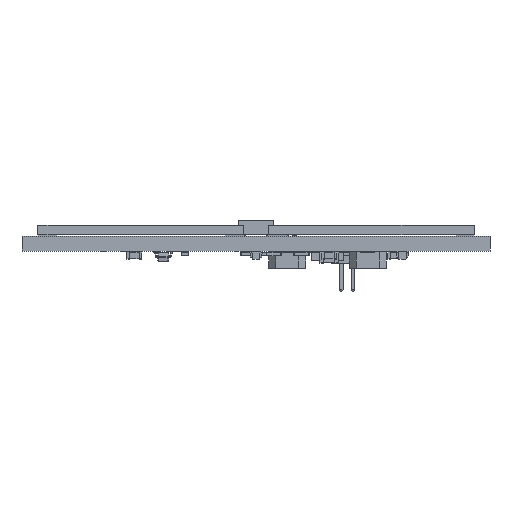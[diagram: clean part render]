
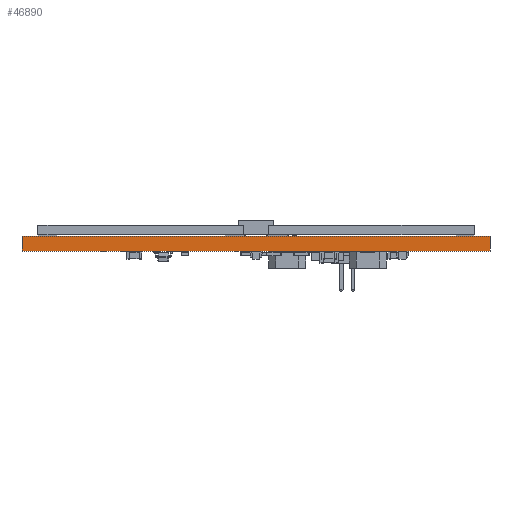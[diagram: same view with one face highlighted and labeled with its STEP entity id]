
A CAD part, front view. The second image highlights one B-rep face of the part: STEP entity #46890.
In plain terms, the highlighted planar face has unit normal (0, -1, 0).
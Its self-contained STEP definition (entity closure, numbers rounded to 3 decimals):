
#46774 = EDGE_CURVE('',#46775,#46777,#46779,.T.);
#46775 = VERTEX_POINT('',#46776);
#46776 = CARTESIAN_POINT('',(129.6,-85.2,0.));
#46777 = VERTEX_POINT('',#46778);
#46778 = CARTESIAN_POINT('',(129.6,-85.2,1.6));
#46779 = SURFACE_CURVE('',#46780,(#46784,#46796),.PCURVE_S1.);
#46780 = LINE('',#46781,#46782);
#46781 = CARTESIAN_POINT('',(129.6,-85.2,0.));
#46782 = VECTOR('',#46783,1.);
#46783 = DIRECTION('',(0.,0.,1.));
#46784 = PCURVE('',#46785,#46790);
#46785 = PLANE('',#46786);
#46786 = AXIS2_PLACEMENT_3D('',#46787,#46788,#46789);
#46787 = CARTESIAN_POINT('',(129.6,-85.2,0.));
#46788 = DIRECTION('',(-1.,0.,0.));
#46789 = DIRECTION('',(0.,1.,0.));
#46790 = DEFINITIONAL_REPRESENTATION('',(#46791),#46795);
#46791 = LINE('',#46792,#46793);
#46792 = CARTESIAN_POINT('',(0.,0.));
#46793 = VECTOR('',#46794,1.);
#46794 = DIRECTION('',(0.,-1.));
#46795 = ( GEOMETRIC_REPRESENTATION_CONTEXT(2) 
PARAMETRIC_REPRESENTATION_CONTEXT() REPRESENTATION_CONTEXT('2D SPACE',''
  ) );
#46796 = PCURVE('',#46797,#46802);
#46797 = PLANE('',#46798);
#46798 = AXIS2_PLACEMENT_3D('',#46799,#46800,#46801);
#46799 = CARTESIAN_POINT('',(79.6,-85.2,0.));
#46800 = DIRECTION('',(0.,1.,0.));
#46801 = DIRECTION('',(1.,0.,0.));
#46802 = DEFINITIONAL_REPRESENTATION('',(#46803),#46807);
#46803 = LINE('',#46804,#46805);
#46804 = CARTESIAN_POINT('',(50.,0.));
#46805 = VECTOR('',#46806,1.);
#46806 = DIRECTION('',(0.,-1.));
#46807 = ( GEOMETRIC_REPRESENTATION_CONTEXT(2) 
PARAMETRIC_REPRESENTATION_CONTEXT() REPRESENTATION_CONTEXT('2D SPACE',''
  ) );
#46825 = PLANE('',#46826);
#46826 = AXIS2_PLACEMENT_3D('',#46827,#46828,#46829);
#46827 = CARTESIAN_POINT('',(104.6,-60.2,1.6));
#46828 = DIRECTION('',(0.,0.,1.));
#46829 = DIRECTION('',(1.,0.,-0.));
#46879 = PLANE('',#46880);
#46880 = AXIS2_PLACEMENT_3D('',#46881,#46882,#46883);
#46881 = CARTESIAN_POINT('',(104.6,-60.2,0.));
#46882 = DIRECTION('',(0.,0.,1.));
#46883 = DIRECTION('',(1.,0.,-0.));
#46890 = ADVANCED_FACE('',(#46891),#46797,.F.);
#46891 = FACE_BOUND('',#46892,.F.);
#46892 = EDGE_LOOP('',(#46893,#46923,#46944,#46945));
#46893 = ORIENTED_EDGE('',*,*,#46894,.T.);
#46894 = EDGE_CURVE('',#46895,#46897,#46899,.T.);
#46895 = VERTEX_POINT('',#46896);
#46896 = CARTESIAN_POINT('',(79.6,-85.2,0.));
#46897 = VERTEX_POINT('',#46898);
#46898 = CARTESIAN_POINT('',(79.6,-85.2,1.6));
#46899 = SURFACE_CURVE('',#46900,(#46904,#46911),.PCURVE_S1.);
#46900 = LINE('',#46901,#46902);
#46901 = CARTESIAN_POINT('',(79.6,-85.2,0.));
#46902 = VECTOR('',#46903,1.);
#46903 = DIRECTION('',(0.,0.,1.));
#46904 = PCURVE('',#46797,#46905);
#46905 = DEFINITIONAL_REPRESENTATION('',(#46906),#46910);
#46906 = LINE('',#46907,#46908);
#46907 = CARTESIAN_POINT('',(0.,0.));
#46908 = VECTOR('',#46909,1.);
#46909 = DIRECTION('',(0.,-1.));
#46910 = ( GEOMETRIC_REPRESENTATION_CONTEXT(2) 
PARAMETRIC_REPRESENTATION_CONTEXT() REPRESENTATION_CONTEXT('2D SPACE',''
  ) );
#46911 = PCURVE('',#46912,#46917);
#46912 = PLANE('',#46913);
#46913 = AXIS2_PLACEMENT_3D('',#46914,#46915,#46916);
#46914 = CARTESIAN_POINT('',(79.6,-35.2,0.));
#46915 = DIRECTION('',(1.,0.,-0.));
#46916 = DIRECTION('',(0.,-1.,0.));
#46917 = DEFINITIONAL_REPRESENTATION('',(#46918),#46922);
#46918 = LINE('',#46919,#46920);
#46919 = CARTESIAN_POINT('',(50.,0.));
#46920 = VECTOR('',#46921,1.);
#46921 = DIRECTION('',(0.,-1.));
#46922 = ( GEOMETRIC_REPRESENTATION_CONTEXT(2) 
PARAMETRIC_REPRESENTATION_CONTEXT() REPRESENTATION_CONTEXT('2D SPACE',''
  ) );
#46923 = ORIENTED_EDGE('',*,*,#46924,.T.);
#46924 = EDGE_CURVE('',#46897,#46777,#46925,.T.);
#46925 = SURFACE_CURVE('',#46926,(#46930,#46937),.PCURVE_S1.);
#46926 = LINE('',#46927,#46928);
#46927 = CARTESIAN_POINT('',(79.6,-85.2,1.6));
#46928 = VECTOR('',#46929,1.);
#46929 = DIRECTION('',(1.,0.,0.));
#46930 = PCURVE('',#46797,#46931);
#46931 = DEFINITIONAL_REPRESENTATION('',(#46932),#46936);
#46932 = LINE('',#46933,#46934);
#46933 = CARTESIAN_POINT('',(0.,-1.6));
#46934 = VECTOR('',#46935,1.);
#46935 = DIRECTION('',(1.,0.));
#46936 = ( GEOMETRIC_REPRESENTATION_CONTEXT(2) 
PARAMETRIC_REPRESENTATION_CONTEXT() REPRESENTATION_CONTEXT('2D SPACE',''
  ) );
#46937 = PCURVE('',#46825,#46938);
#46938 = DEFINITIONAL_REPRESENTATION('',(#46939),#46943);
#46939 = LINE('',#46940,#46941);
#46940 = CARTESIAN_POINT('',(-25.,-25.));
#46941 = VECTOR('',#46942,1.);
#46942 = DIRECTION('',(1.,0.));
#46943 = ( GEOMETRIC_REPRESENTATION_CONTEXT(2) 
PARAMETRIC_REPRESENTATION_CONTEXT() REPRESENTATION_CONTEXT('2D SPACE',''
  ) );
#46944 = ORIENTED_EDGE('',*,*,#46774,.F.);
#46945 = ORIENTED_EDGE('',*,*,#46946,.F.);
#46946 = EDGE_CURVE('',#46895,#46775,#46947,.T.);
#46947 = SURFACE_CURVE('',#46948,(#46952,#46959),.PCURVE_S1.);
#46948 = LINE('',#46949,#46950);
#46949 = CARTESIAN_POINT('',(79.6,-85.2,0.));
#46950 = VECTOR('',#46951,1.);
#46951 = DIRECTION('',(1.,0.,0.));
#46952 = PCURVE('',#46797,#46953);
#46953 = DEFINITIONAL_REPRESENTATION('',(#46954),#46958);
#46954 = LINE('',#46955,#46956);
#46955 = CARTESIAN_POINT('',(0.,0.));
#46956 = VECTOR('',#46957,1.);
#46957 = DIRECTION('',(1.,0.));
#46958 = ( GEOMETRIC_REPRESENTATION_CONTEXT(2) 
PARAMETRIC_REPRESENTATION_CONTEXT() REPRESENTATION_CONTEXT('2D SPACE',''
  ) );
#46959 = PCURVE('',#46879,#46960);
#46960 = DEFINITIONAL_REPRESENTATION('',(#46961),#46965);
#46961 = LINE('',#46962,#46963);
#46962 = CARTESIAN_POINT('',(-25.,-25.));
#46963 = VECTOR('',#46964,1.);
#46964 = DIRECTION('',(1.,0.));
#46965 = ( GEOMETRIC_REPRESENTATION_CONTEXT(2) 
PARAMETRIC_REPRESENTATION_CONTEXT() REPRESENTATION_CONTEXT('2D SPACE',''
  ) );
